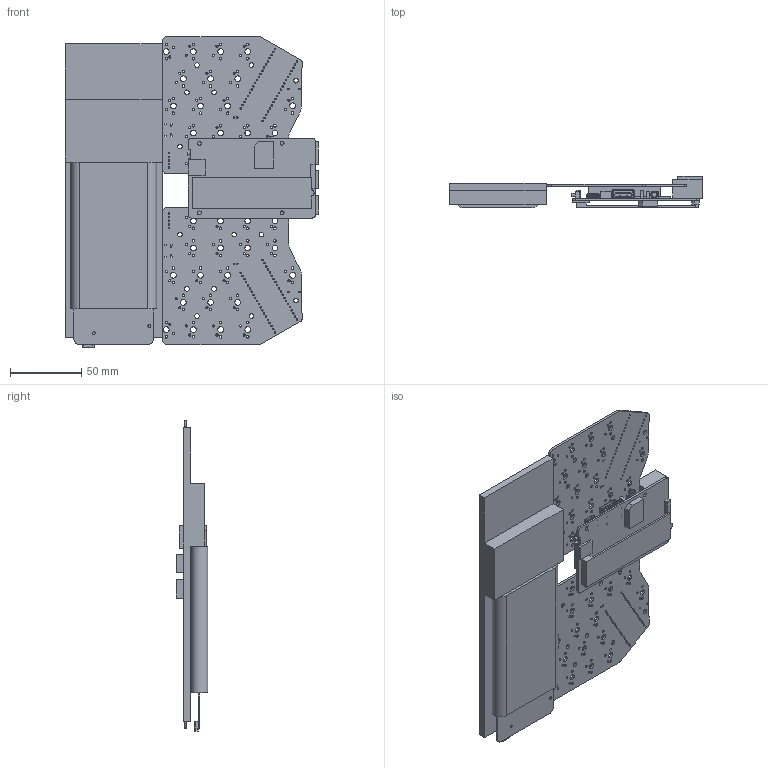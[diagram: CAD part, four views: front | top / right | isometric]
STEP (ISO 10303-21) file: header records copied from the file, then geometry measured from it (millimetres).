
FILE_DESCRIPTION((''),'2;1');
FILE_NAME('ASM_ASM','2024-12-15T16:14:09',('denis'),(''),'CREO PARAMETRIC BY PTC INC, 2019471','CREO PARAMETRIC BY PTC INC, 2019471','');
FILE_SCHEMA(('CONFIG_CONTROL_DESIGN'));
Products named in the file (33): PRODUCT_38203; PART_2; PART_3; PART_4; PART_5; PART_6; PART_7; PART_8; PART_9; PART_10; PART_11; PART_12; PART_13; PART_14; PART_15; PART_16; PART_17; HDMI; TYPE-C-TYPEC_16PIN0001; PART_20; PART_23; PART_24; OPI3B_V2_1_BOARD_ASM; PCB_B823; BOARD_GEOMS_B823_AF0_ASM; KEEB_AF0_ASM; KEEB_LEFT_AF0_ASM; SCREEN; BATARY; BOARD_GEOMS_B823_AF1_ASM; KEEB_AF1_ASM; KEEB_LEFT_AF1_ASM; ASM_ASM
Assembly tree (33 placements, depth 5):
  ASM_ASM
    OPI3B_V2_1_BOARD_ASM
      PRODUCT_38203
      PART_2
      PART_3
      PART_4
      PART_5
      PART_6
      PART_7
      PART_8
      PART_9
      PART_10
      PART_11
      PART_12
      PART_13
      PART_14
      PART_15
      PART_16
      PART_17
      HDMI
      TYPE-C-TYPEC_16PIN0001
      PART_20
      PART_23
      PART_24
    KEEB_LEFT_AF0_ASM
      KEEB_AF0_ASM
        BOARD_GEOMS_B823_AF0_ASM
          PCB_B823
    SCREEN
    BATARY
    KEEB_LEFT_AF1_ASM
      KEEB_AF1_ASM
        BOARD_GEOMS_B823_AF1_ASM
          PCB_B823
Bounding box: 177.78 x 22.1 x 218 mm (x, y, z)
Volume: 228426.8 mm3; surface area: 114969.8 mm2
Topology: 25 solids, 26 shells, 1917 faces, 5440 edges, 3598 vertices
Faces by surface type: cylinder 958, plane 947, torus 12
Entity records: 52381 total; most frequent: CARTESIAN_POINT 9197, DIRECTION 8964, ORIENTED_EDGE 8790, EDGE_CURVE 4403, VECTOR 3072, LINE 3072, AXIS2_PLACEMENT_3D 2946, VERTEX_POINT 2907
